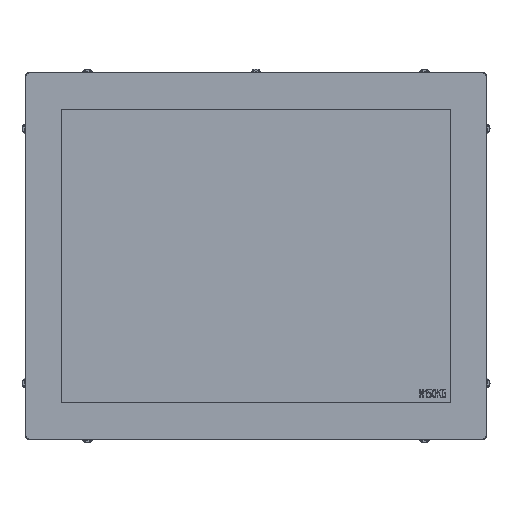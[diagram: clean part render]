
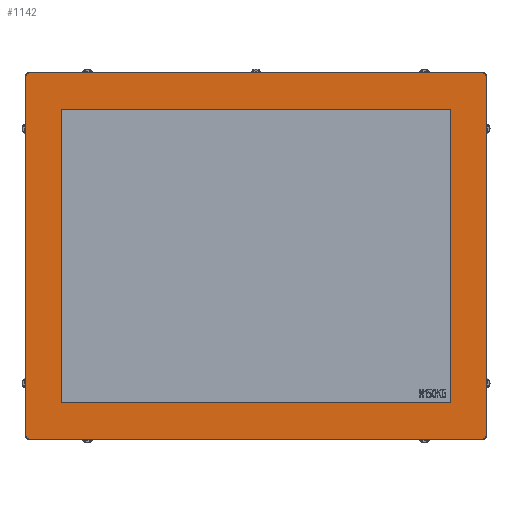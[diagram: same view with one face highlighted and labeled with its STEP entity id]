
A CAD part, front view. The second image highlights one B-rep face of the part: STEP entity #1142.
In plain terms, the highlighted planar face has unit normal (0, -1, 0).
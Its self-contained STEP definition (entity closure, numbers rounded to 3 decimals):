
#1142 = ADVANCED_FACE( '', ( #2562, #2563 ), #2564, .T. );
#2562 = FACE_OUTER_BOUND( '', #4372, .T. );
#2563 = FACE_BOUND( '', #4373, .T. );
#2564 = PLANE( '', #4374 );
#4372 = EDGE_LOOP( '', ( #8059, #8060, #8061, #8062, #8063, #8064, #8065, #8066 ) );
#4373 = EDGE_LOOP( '', ( #8067, #8068, #8069, #8070 ) );
#4374 = AXIS2_PLACEMENT_3D( '', #8071, #8072, #8073 );
#8059 = ORIENTED_EDGE( '', *, *, #12481, .T. );
#8060 = ORIENTED_EDGE( '', *, *, #12711, .T. );
#8061 = ORIENTED_EDGE( '', *, *, #12626, .T. );
#8062 = ORIENTED_EDGE( '', *, *, #11978, .T. );
#8063 = ORIENTED_EDGE( '', *, *, #12712, .T. );
#8064 = ORIENTED_EDGE( '', *, *, #12713, .T. );
#8065 = ORIENTED_EDGE( '', *, *, #12714, .T. );
#8066 = ORIENTED_EDGE( '', *, *, #12715, .T. );
#8067 = ORIENTED_EDGE( '', *, *, #12716, .T. );
#8068 = ORIENTED_EDGE( '', *, *, #12717, .T. );
#8069 = ORIENTED_EDGE( '', *, *, #12718, .T. );
#8070 = ORIENTED_EDGE( '', *, *, #12668, .T. );
#8071 = CARTESIAN_POINT( '', ( 0., -5.5, 0. ) );
#8072 = DIRECTION( '', ( 0., -1., 0. ) );
#8073 = DIRECTION( '', ( 0., 0., -1. ) );
#11978 = EDGE_CURVE( '', #14145, #14143, #14146, .T. );
#12481 = EDGE_CURVE( '', #14954, #14956, #14958, .T. );
#12626 = EDGE_CURVE( '', #15186, #14145, #15187, .T. );
#12668 = EDGE_CURVE( '', #15241, #15242, #15243, .T. );
#12711 = EDGE_CURVE( '', #14956, #15186, #15302, .T. );
#12712 = EDGE_CURVE( '', #14143, #15303, #15304, .T. );
#12713 = EDGE_CURVE( '', #15303, #15305, #15306, .T. );
#12714 = EDGE_CURVE( '', #15305, #15307, #15308, .T. );
#12715 = EDGE_CURVE( '', #15307, #14954, #15309, .T. );
#12716 = EDGE_CURVE( '', #15242, #15310, #15311, .T. );
#12717 = EDGE_CURVE( '', #15310, #15312, #15313, .T. );
#12718 = EDGE_CURVE( '', #15312, #15241, #15314, .T. );
#14143 = VERTEX_POINT( '', #17810 );
#14145 = VERTEX_POINT( '', #17813 );
#14146 = LINE( '', #17814, #17815 );
#14954 = VERTEX_POINT( '', #19836 );
#14956 = VERTEX_POINT( '', #19839 );
#14958 = CIRCLE( '', #19842, 3.5 );
#15186 = VERTEX_POINT( '', #20421 );
#15187 = CIRCLE( '', #20422, 3.5 );
#15241 = VERTEX_POINT( '', #20591 );
#15242 = VERTEX_POINT( '', #20592 );
#15243 = LINE( '', #20593, #20594 );
#15302 = LINE( '', #20699, #20700 );
#15303 = VERTEX_POINT( '', #20701 );
#15304 = CIRCLE( '', #20702, 3.5 );
#15305 = VERTEX_POINT( '', #20703 );
#15306 = LINE( '', #20704, #20705 );
#15307 = VERTEX_POINT( '', #20706 );
#15308 = CIRCLE( '', #20707, 3.5 );
#15309 = LINE( '', #20708, #20709 );
#15310 = VERTEX_POINT( '', #20710 );
#15311 = LINE( '', #20711, #20712 );
#15312 = VERTEX_POINT( '', #20713 );
#15313 = LINE( '', #20714, #20715 );
#15314 = LINE( '', #20716, #20717 );
#17810 = CARTESIAN_POINT( '', ( 181.05, -5.5, 140.55 ) );
#17813 = CARTESIAN_POINT( '', ( 181.05, -5.5, -140.55 ) );
#17814 = CARTESIAN_POINT( '', ( 181.05, -5.5, 140.55 ) );
#17815 = VECTOR( '', #23497, 1000. );
#19836 = CARTESIAN_POINT( '', ( -181.05, -5.5, -140.55 ) );
#19839 = CARTESIAN_POINT( '', ( -177.55, -5.5, -144.05 ) );
#19842 = AXIS2_PLACEMENT_3D( '', #23872, #23873, #23874 );
#20421 = CARTESIAN_POINT( '', ( 177.55, -5.5, -144.05 ) );
#20422 = AXIS2_PLACEMENT_3D( '', #23924, #23925, #23926 );
#20591 = CARTESIAN_POINT( '', ( -152.95, -5.5, -114.9 ) );
#20592 = CARTESIAN_POINT( '', ( -152.95, -5.5, 114.9 ) );
#20593 = CARTESIAN_POINT( '', ( -152.95, -5.5, -114.9 ) );
#20594 = VECTOR( '', #23943, 1000. );
#20699 = CARTESIAN_POINT( '', ( 177.55, -5.5, -144.05 ) );
#20700 = VECTOR( '', #23962, 1000. );
#20701 = CARTESIAN_POINT( '', ( 177.55, -5.5, 144.05 ) );
#20702 = AXIS2_PLACEMENT_3D( '', #23963, #23964, #23965 );
#20703 = CARTESIAN_POINT( '', ( -177.55, -5.5, 144.05 ) );
#20704 = CARTESIAN_POINT( '', ( -177.55, -5.5, 144.05 ) );
#20705 = VECTOR( '', #23966, 1000. );
#20706 = CARTESIAN_POINT( '', ( -181.05, -5.5, 140.55 ) );
#20707 = AXIS2_PLACEMENT_3D( '', #23967, #23968, #23969 );
#20708 = CARTESIAN_POINT( '', ( -181.05, -5.5, -140.55 ) );
#20709 = VECTOR( '', #23970, 1000. );
#20710 = CARTESIAN_POINT( '', ( 152.95, -5.5, 114.9 ) );
#20711 = CARTESIAN_POINT( '', ( -152.95, -5.5, 114.9 ) );
#20712 = VECTOR( '', #23971, 1000. );
#20713 = CARTESIAN_POINT( '', ( 152.95, -5.5, -114.9 ) );
#20714 = CARTESIAN_POINT( '', ( 152.95, -5.5, 114.9 ) );
#20715 = VECTOR( '', #23972, 1000. );
#20716 = CARTESIAN_POINT( '', ( 152.95, -5.5, -114.9 ) );
#20717 = VECTOR( '', #23973, 1000. );
#23497 = DIRECTION( '', ( 0., 0., 1. ) );
#23872 = CARTESIAN_POINT( '', ( -177.55, -5.5, -140.55 ) );
#23873 = DIRECTION( '', ( 0., -1., 0. ) );
#23874 = DIRECTION( '', ( 0., 0., -1. ) );
#23924 = CARTESIAN_POINT( '', ( 177.55, -5.5, -140.55 ) );
#23925 = DIRECTION( '', ( 0., -1., 0. ) );
#23926 = DIRECTION( '', ( 0., 0., -1. ) );
#23943 = DIRECTION( '', ( 0., 0., 1. ) );
#23962 = DIRECTION( '', ( 1., 0., 0. ) );
#23963 = CARTESIAN_POINT( '', ( 177.55, -5.5, 140.55 ) );
#23964 = DIRECTION( '', ( 0., -1., 0. ) );
#23965 = DIRECTION( '', ( 0., 0., -1. ) );
#23966 = DIRECTION( '', ( -1., 0., 0. ) );
#23967 = CARTESIAN_POINT( '', ( -177.55, -5.5, 140.55 ) );
#23968 = DIRECTION( '', ( 0., -1., 0. ) );
#23969 = DIRECTION( '', ( 0., 0., -1. ) );
#23970 = DIRECTION( '', ( 0., 0., -1. ) );
#23971 = DIRECTION( '', ( 1., 0., 0. ) );
#23972 = DIRECTION( '', ( 0., 0., -1. ) );
#23973 = DIRECTION( '', ( -1., 0., 0. ) );
